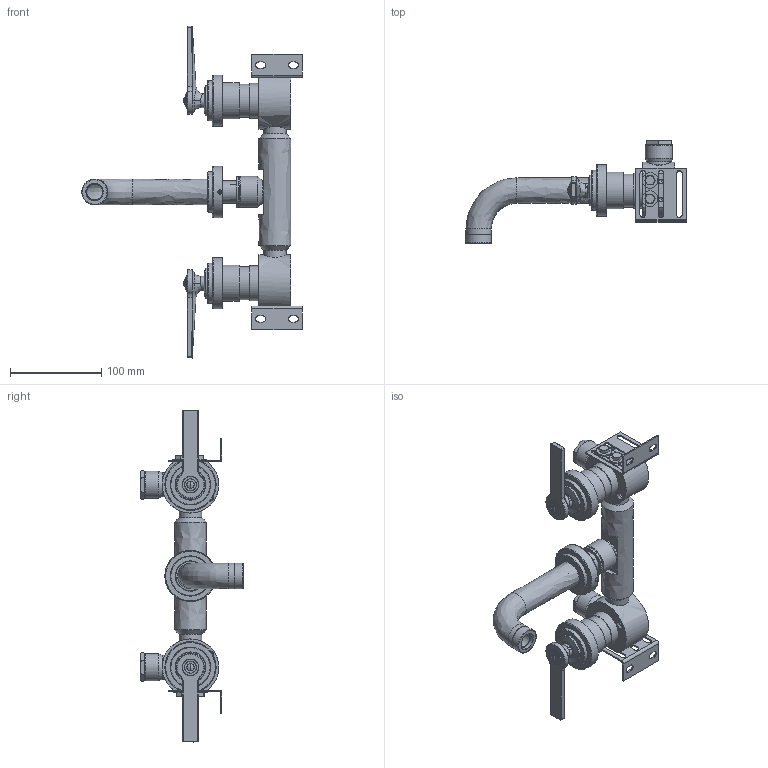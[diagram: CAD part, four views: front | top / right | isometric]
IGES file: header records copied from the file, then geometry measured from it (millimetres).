
Global section: file name: V7K17-1LF; native system: Autodesk Inventor 2018; preprocessor: unknown; author: clarkin; date: 20171005.102652; units: millimetre
Bounding box: 241.3 x 112.3 x 363.78 mm (x, y, z)
Volume: 592324.5 mm3; surface area: 284327.5 mm2
Topology: 74 solids, 74 shells, 2239 faces, 5882 edges, 3929 vertices
Faces by surface type: bspline 2239
